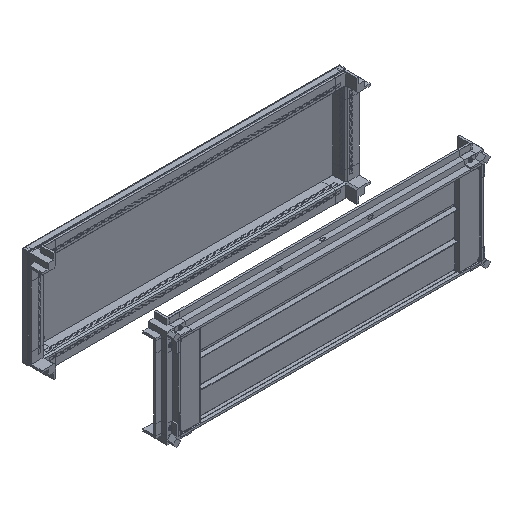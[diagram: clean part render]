
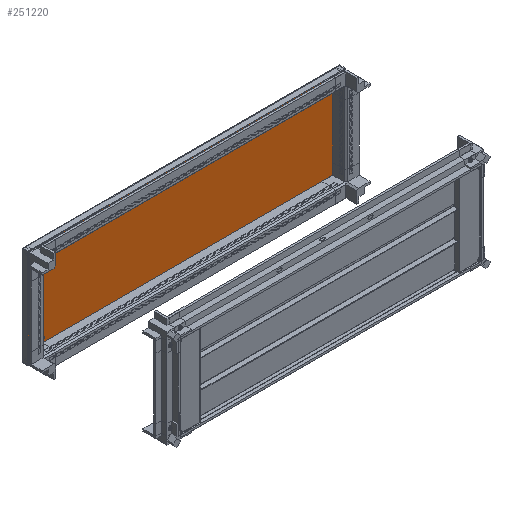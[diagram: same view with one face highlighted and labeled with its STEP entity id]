
A CAD part, isometric view. The second image highlights one B-rep face of the part: STEP entity #251220.
In plain terms, the highlighted planar face has unit normal (0, -1, 0).
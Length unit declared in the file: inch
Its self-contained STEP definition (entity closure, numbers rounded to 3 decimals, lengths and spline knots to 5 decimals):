
#7063 = AXIS2_PLACEMENT_3D ( 'NONE', #10950, #52834, #93471 ) ;
#8287 = DIRECTION ( 'NONE',  ( 0., 0., 1. ) ) ;
#8644 = VECTOR ( 'NONE', #8287, 39.37008 ) ;
#9523 = VERTEX_POINT ( 'NONE', #64688 ) ;
#9842 = CARTESIAN_POINT ( 'NONE',  ( -22.81488, 20.35908, 0. ) ) ;
#10950 = CARTESIAN_POINT ( 'NONE',  ( 22.32283, 20.35908, -6.5748 ) ) ;
#10965 = CARTESIAN_POINT ( 'NONE',  ( -22.81488, 20.35908, 7.06685 ) ) ;
#15070 = DIRECTION ( 'NONE',  ( 0., 0., 1. ) ) ;
#15569 = FACE_BOUND ( 'NONE', #245544, .T. ) ;
#17657 = CARTESIAN_POINT ( 'NONE',  ( -6.5748, 20.35908, 6.65354 ) ) ;
#18132 = CARTESIAN_POINT ( 'NONE',  ( 0., 20.35908, 0. ) ) ;
#23717 = ORIENTED_EDGE ( 'NONE', *, *, #35999, .T. ) ;
#24548 = VERTEX_POINT ( 'NONE', #104608 ) ;
#27507 = DIRECTION ( 'NONE',  ( 0., 1., 0. ) ) ;
#28749 = CARTESIAN_POINT ( 'NONE',  ( -22.81488, 20.35908, -7.06685 ) ) ;
#29212 = LINE ( 'NONE', #189258, #8644 ) ;
#31690 = DIRECTION ( 'NONE',  ( 0., 1., 0. ) ) ;
#35204 = FACE_BOUND ( 'NONE', #185179, .T. ) ;
#35999 = EDGE_CURVE ( 'NONE', #24548, #24548, #228149, .T. ) ;
#38037 = AXIS2_PLACEMENT_3D ( 'NONE', #17657, #159207, #15070 ) ;
#50644 = DIRECTION ( 'NONE',  ( 0., 1., 0. ) ) ;
#51422 = EDGE_LOOP ( 'NONE', ( #231524 ) ) ;
#52127 = ORIENTED_EDGE ( 'NONE', *, *, #102446, .T. ) ;
#52834 = DIRECTION ( 'NONE',  ( 0., 1., 0. ) ) ;
#54585 = AXIS2_PLACEMENT_3D ( 'NONE', #246981, #31690, #111672 ) ;
#57975 = VERTEX_POINT ( 'NONE', #28749 ) ;
#59989 = EDGE_LOOP ( 'NONE', ( #194046 ) ) ;
#61601 = DIRECTION ( 'NONE',  ( -1., 0., 0. ) ) ;
#64688 = CARTESIAN_POINT ( 'NONE',  ( -22.32283, 20.35908, -6.30906 ) ) ;
#65149 = CARTESIAN_POINT ( 'NONE',  ( 0., 20.35908, -7.06685 ) ) ;
#68632 = CARTESIAN_POINT ( 'NONE',  ( 6.5748, 20.35908, -6.65354 ) ) ;
#69065 = DIRECTION ( 'NONE',  ( 0., 0., 1. ) ) ;
#70768 = CIRCLE ( 'NONE', #133371, 0.26575 ) ;
#76484 = CIRCLE ( 'NONE', #120079, 0.26575 ) ;
#77509 = DIRECTION ( 'NONE',  ( 0., 1., 0. ) ) ;
#77568 = EDGE_CURVE ( 'NONE', #94259, #94259, #151306, .T. ) ;
#78955 = CARTESIAN_POINT ( 'NONE',  ( 22.81488, 20.35908, 7.06685 ) ) ;
#79965 = EDGE_CURVE ( 'NONE', #169137, #169137, #199689, .T. ) ;
#84285 = AXIS2_PLACEMENT_3D ( 'NONE', #68632, #165736, #164464 ) ;
#84322 = CARTESIAN_POINT ( 'NONE',  ( -6.5748, 20.35908, 6.83071 ) ) ;
#93471 = DIRECTION ( 'NONE',  ( 0., 0., 1. ) ) ;
#94259 = VERTEX_POINT ( 'NONE', #213696 ) ;
#94616 = VECTOR ( 'NONE', #213096, 39.37008 ) ;
#95458 = FACE_BOUND ( 'NONE', #160273, .T. ) ;
#100038 = VERTEX_POINT ( 'NONE', #203442 ) ;
#102446 = EDGE_CURVE ( 'NONE', #57975, #100038, #164808, .T. ) ;
#104608 = CARTESIAN_POINT ( 'NONE',  ( 6.5748, 20.35908, 6.83071 ) ) ;
#105320 = EDGE_LOOP ( 'NONE', ( #248713 ) ) ;
#106645 = VERTEX_POINT ( 'NONE', #10965 ) ;
#109178 = CARTESIAN_POINT ( 'NONE',  ( 22.32283, 20.35908, 6.84055 ) ) ;
#111672 = DIRECTION ( 'NONE',  ( 0., 0., 1. ) ) ;
#115188 = FACE_BOUND ( 'NONE', #51422, .T. ) ;
#120079 = AXIS2_PLACEMENT_3D ( 'NONE', #257346, #77509, #157480 ) ;
#126480 = EDGE_CURVE ( 'NONE', #239354, #239354, #188790, .T. ) ;
#128506 = VERTEX_POINT ( 'NONE', #145622 ) ;
#131124 = DIRECTION ( 'NONE',  ( 0., 1., 0. ) ) ;
#131438 = EDGE_CURVE ( 'NONE', #100038, #148899, #29212, .T. ) ;
#133371 = AXIS2_PLACEMENT_3D ( 'NONE', #230902, #27507, #190104 ) ;
#140847 = EDGE_CURVE ( 'NONE', #148899, #106645, #179661, .T. ) ;
#141469 = CARTESIAN_POINT ( 'NONE',  ( 0., 20.35908, 7.06685 ) ) ;
#141749 = CIRCLE ( 'NONE', #234076, 0.26575 ) ;
#145037 = DIRECTION ( 'NONE',  ( 1., 0., 0. ) ) ;
#145622 = CARTESIAN_POINT ( 'NONE',  ( -22.32283, 20.35908, 6.84055 ) ) ;
#146317 = EDGE_LOOP ( 'NONE', ( #188594 ) ) ;
#147186 = VERTEX_POINT ( 'NONE', #109178 ) ;
#148899 = VERTEX_POINT ( 'NONE', #78955 ) ;
#149337 = FACE_BOUND ( 'NONE', #146317, .T. ) ;
#150873 = CARTESIAN_POINT ( 'NONE',  ( 22.32283, 20.35908, 6.5748 ) ) ;
#151043 = ORIENTED_EDGE ( 'NONE', *, *, #126480, .T. ) ;
#151306 = CIRCLE ( 'NONE', #84285, 0.17717 ) ;
#151398 = LINE ( 'NONE', #9842, #94616 ) ;
#154518 = FACE_OUTER_BOUND ( 'NONE', #248432, .T. ) ;
#157480 = DIRECTION ( 'NONE',  ( 0., 0., 1. ) ) ;
#159207 = DIRECTION ( 'NONE',  ( 0., 1., 0. ) ) ;
#160273 = EDGE_LOOP ( 'NONE', ( #151043 ) ) ;
#160540 = ORIENTED_EDGE ( 'NONE', *, *, #77568, .T. ) ;
#160977 = AXIS2_PLACEMENT_3D ( 'NONE', #230497, #50644, #69065 ) ;
#164464 = DIRECTION ( 'NONE',  ( 0., 0., 1. ) ) ;
#164808 = LINE ( 'NONE', #65149, #167644 ) ;
#165736 = DIRECTION ( 'NONE',  ( 0., 1., 0. ) ) ;
#167644 = VECTOR ( 'NONE', #145037, 39.37008 ) ;
#167695 = EDGE_CURVE ( 'NONE', #244848, #244848, #213781, .T. ) ;
#169137 = VERTEX_POINT ( 'NONE', #249272 ) ;
#172861 = ORIENTED_EDGE ( 'NONE', *, *, #235680, .T. ) ;
#179661 = LINE ( 'NONE', #141469, #245893 ) ;
#185179 = EDGE_LOOP ( 'NONE', ( #172861 ) ) ;
#188594 = ORIENTED_EDGE ( 'NONE', *, *, #167695, .T. ) ;
#188790 = CIRCLE ( 'NONE', #38037, 0.17717 ) ;
#189258 = CARTESIAN_POINT ( 'NONE',  ( 22.81488, 20.35908, 0. ) ) ;
#190104 = DIRECTION ( 'NONE',  ( 0., 0., 1. ) ) ;
#191531 = ORIENTED_EDGE ( 'NONE', *, *, #216947, .T. ) ;
#194046 = ORIENTED_EDGE ( 'NONE', *, *, #207946, .T. ) ;
#195242 = FACE_BOUND ( 'NONE', #209382, .T. ) ;
#196533 = DIRECTION ( 'NONE',  ( 0., -1., 0. ) ) ;
#199689 = CIRCLE ( 'NONE', #7063, 0.26575 ) ;
#202784 = CARTESIAN_POINT ( 'NONE',  ( -6.5748, 20.35908, -6.47638 ) ) ;
#203442 = CARTESIAN_POINT ( 'NONE',  ( 22.81488, 20.35908, -7.06685 ) ) ;
#207946 = EDGE_CURVE ( 'NONE', #128506, #128506, #70768, .T. ) ;
#209382 = EDGE_LOOP ( 'NONE', ( #160540 ) ) ;
#213096 = DIRECTION ( 'NONE',  ( 0., 0., -1. ) ) ;
#213696 = CARTESIAN_POINT ( 'NONE',  ( 6.5748, 20.35908, -6.47638 ) ) ;
#213781 = CIRCLE ( 'NONE', #54585, 0.17717 ) ;
#216947 = EDGE_CURVE ( 'NONE', #106645, #57975, #151398, .T. ) ;
#227823 = AXIS2_PLACEMENT_3D ( 'NONE', #18132, #196533, #239871 ) ;
#228149 = CIRCLE ( 'NONE', #160977, 0.17717 ) ;
#229525 = PLANE ( 'NONE',  #227823 ) ;
#230497 = CARTESIAN_POINT ( 'NONE',  ( 6.5748, 20.35908, 6.65354 ) ) ;
#230902 = CARTESIAN_POINT ( 'NONE',  ( -22.32283, 20.35908, 6.5748 ) ) ;
#231524 = ORIENTED_EDGE ( 'NONE', *, *, #237663, .T. ) ;
#234076 = AXIS2_PLACEMENT_3D ( 'NONE', #150873, #131124, #248164 ) ;
#234684 = FACE_BOUND ( 'NONE', #59989, .T. ) ;
#235680 = EDGE_CURVE ( 'NONE', #9523, #9523, #76484, .T. ) ;
#237663 = EDGE_CURVE ( 'NONE', #147186, #147186, #141749, .T. ) ;
#239354 = VERTEX_POINT ( 'NONE', #84322 ) ;
#239452 = ORIENTED_EDGE ( 'NONE', *, *, #140847, .T. ) ;
#239871 = DIRECTION ( 'NONE',  ( 0., 0., -1. ) ) ;
#244848 = VERTEX_POINT ( 'NONE', #202784 ) ;
#245544 = EDGE_LOOP ( 'NONE', ( #23717 ) ) ;
#245893 = VECTOR ( 'NONE', #61601, 39.37008 ) ;
#246981 = CARTESIAN_POINT ( 'NONE',  ( -6.5748, 20.35908, -6.65354 ) ) ;
#247072 = ORIENTED_EDGE ( 'NONE', *, *, #131438, .T. ) ;
#248164 = DIRECTION ( 'NONE',  ( 0., 0., 1. ) ) ;
#248432 = EDGE_LOOP ( 'NONE', ( #52127, #247072, #239452, #191531 ) ) ;
#248713 = ORIENTED_EDGE ( 'NONE', *, *, #79965, .T. ) ;
#249190 = FACE_BOUND ( 'NONE', #105320, .T. ) ;
#249272 = CARTESIAN_POINT ( 'NONE',  ( 22.32283, 20.35908, -6.30906 ) ) ;
#251220 = ADVANCED_FACE ( 'NONE', ( #154518, #35204, #249190, #234684, #115188, #195242, #15569, #95458, #149337 ), #229525, .T. ) ;
#257346 = CARTESIAN_POINT ( 'NONE',  ( -22.32283, 20.35908, -6.5748 ) ) ;
